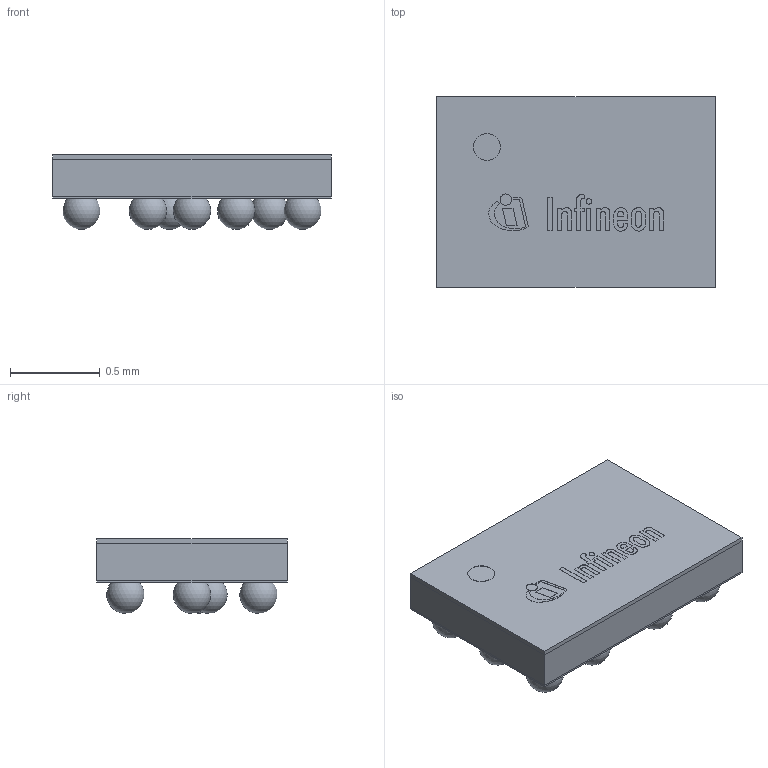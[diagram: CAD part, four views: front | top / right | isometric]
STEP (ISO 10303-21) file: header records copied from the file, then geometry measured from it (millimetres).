
FILE_DESCRIPTION(/* description */ (''),/* implementation_level */ '2;1');
FILE_NAME(/* name */ 'SG-XFWLP-11-1_Z8B00255914_V01_3D.stp',/* time_stamp */ '2024-10-14T12:17:36+05:30',/* author */ ('sivamani'),/* organization */ (''),/* preprocessor_version */ 'ST-DEVELOPER v19.2',/* originating_system */ 'AutoCAD Mechanical',/* authorisation */ '');
FILE_SCHEMA (('AUTOMOTIVE_DESIGN { 1 0 10303 214 3 1 1 }'));
Length unit declared in the file: millimetre
Products named in the file (1): Product
Bounding box: 1.55 x 1.06 x 0.42 mm (x, y, z)
Volume: 0.4 mm3; surface area: 12.7 mm2
Topology: 27 solids, 27 shells, 158 faces, 342 edges, 228 vertices
Faces by surface type: plane 123, bspline 20, sphere 11, cylinder 4
Full cylindrical faces by diameter (mm): 0.031 x1, 0.063 x1, 0.15 x2
Entity records: 4427 total; most frequent: CARTESIAN_POINT 1426, ORIENTED_EDGE 662, DIRECTION 499, EDGE_CURVE 331, VERTEX_POINT 228, AXIS2_PLACEMENT_3D 169, EDGE_LOOP 163, LINE 161
